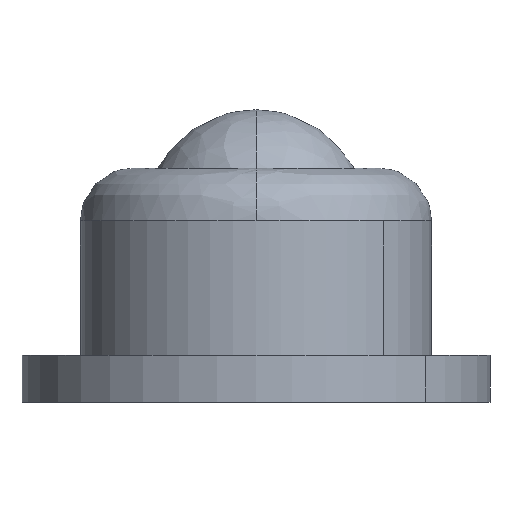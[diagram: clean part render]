
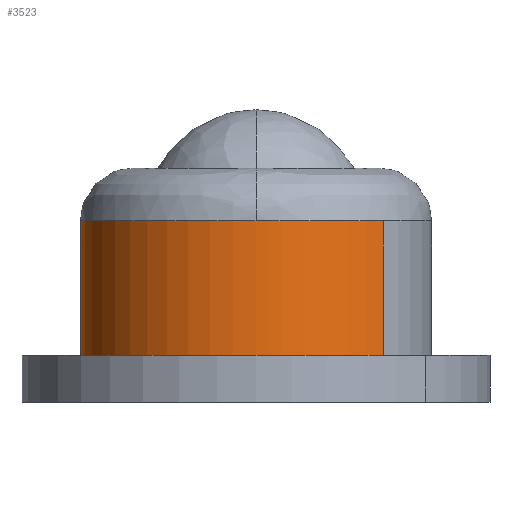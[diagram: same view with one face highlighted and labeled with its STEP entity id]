
A CAD part, left-side view. The second image highlights one B-rep face of the part: STEP entity #3523.
In plain terms, the highlighted free-form (B-spline) face has degree [2, 1] with [5, 2] control points.
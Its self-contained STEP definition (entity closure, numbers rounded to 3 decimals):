
#2806=CARTESIAN_POINT('',(-60.,0.0,16.0));
#2807=VERTEX_POINT('',#2806);
#2808=CARTESIAN_POINT('',(0.,60.0,16.0));
#2809=VERTEX_POINT('',#2808);
#2810=CARTESIAN_POINT('',(-60.,0.0,16.0));
#2811=CARTESIAN_POINT('',(-60.,2.7,16.));
#2812=CARTESIAN_POINT('',(-59.594,8.713,16.));
#2813=CARTESIAN_POINT('',(-57.837,16.648,16.));
#2814=CARTESIAN_POINT('',(-55.035,24.259,16.));
#2815=CARTESIAN_POINT('',(-51.844,30.502,16.));
#2816=CARTESIAN_POINT('',(-47.778,36.506,16.));
#2817=CARTESIAN_POINT('',(-43.378,41.639,16.));
#2818=CARTESIAN_POINT('',(-38.786,45.906,16.));
#2819=CARTESIAN_POINT('',(-33.996,49.55,16.));
#2820=CARTESIAN_POINT('',(-28.148,53.178,16.));
#2821=CARTESIAN_POINT('',(-21.313,56.284,16.));
#2822=CARTESIAN_POINT('',(-14.13,58.438,16.));
#2823=CARTESIAN_POINT('',(-7.24,59.699,16.));
#2824=CARTESIAN_POINT('',(-2.577,60.,16.));
#2825=CARTESIAN_POINT('',(0.,60.0,16.0));
#2826=B_SPLINE_CURVE_WITH_KNOTS('',3,(#2810,#2811,#2812,#2813,#2814,#2815,#2816,#2817,#2818,#2819,#2820,#2821,#2822,#2823,#2824,#2825),.UNSPECIFIED.,.F.,.U.,(4,1,1,1,1,1,1,1,1,1,1,1,1,4),(0.,8.099,18.04,24.298,32.398,39.025,46.02,52.646,57.8,64.059,73.263,80.258,86.517,94.248),.UNSPECIFIED.);
#2827=EDGE_CURVE('',#2807,#2809,#2826,.T.);
#2829=CARTESIAN_POINT('',(41.301,43.522,16.));
#2830=VERTEX_POINT('',#2829);
#2831=CARTESIAN_POINT('',(0.,60.0,16.0));
#2832=CARTESIAN_POINT('',(4.033,60.001,16.));
#2833=CARTESIAN_POINT('',(11.507,59.243,16.));
#2834=CARTESIAN_POINT('',(21.554,56.271,16.));
#2835=CARTESIAN_POINT('',(29.489,52.459,16.));
#2836=CARTESIAN_POINT('',(35.944,48.218,16.));
#2837=CARTESIAN_POINT('',(39.58,45.156,16.));
#2838=CARTESIAN_POINT('',(41.301,43.522,16.));
#2839=B_SPLINE_CURVE_WITH_KNOTS('',3,(#2831,#2832,#2833,#2834,#2835,#2836,#2837,#2838),.UNSPECIFIED.,.F.,.U.,(4,1,1,1,1,4),(0.,12.1,22.421,31.318,38.435,45.553),.UNSPECIFIED.);
#2840=EDGE_CURVE('',#2809,#2830,#2839,.T.);
#2877=CARTESIAN_POINT('',(-41.301,-43.522,16.0));
#2878=VERTEX_POINT('',#2877);
#2891=CARTESIAN_POINT('',(-41.301,-43.522,16.0));
#2892=CARTESIAN_POINT('',(-44.153,-40.817,16.));
#2893=CARTESIAN_POINT('',(-48.238,-36.095,16.));
#2894=CARTESIAN_POINT('',(-53.416,-27.798,16.));
#2895=CARTESIAN_POINT('',(-56.782,-20.099,16.));
#2896=CARTESIAN_POINT('',(-59.362,-10.398,16.));
#2897=CARTESIAN_POINT('',(-60.,-3.931,16.));
#2898=CARTESIAN_POINT('',(-60.,0.0,16.0));
#2899=B_SPLINE_CURVE_WITH_KNOTS('',3,(#2891,#2892,#2893,#2894,#2895,#2896,#2897,#2898),.UNSPECIFIED.,.F.,.U.,(4,1,1,1,1,4),(0.,11.793,18.641,29.293,36.902,48.695),.UNSPECIFIED.);
#2900=EDGE_CURVE('',#2878,#2807,#2899,.T.);
#3387=CARTESIAN_POINT('',(41.301,43.522,62.));
#3388=VERTEX_POINT('',#3387);
#3389=CARTESIAN_POINT('',(41.301,43.522,62.));
#3390=CARTESIAN_POINT('',(41.301,43.522,16.));
#3391=QUASI_UNIFORM_CURVE('',1,(#3389,#3390),.UNSPECIFIED.,.F.,.U.);
#3392=EDGE_CURVE('',#3388,#2830,#3391,.T.);
#3429=CARTESIAN_POINT('',(-41.301,-43.522,62.));
#3430=VERTEX_POINT('',#3429);
#3443=CARTESIAN_POINT('',(-41.301,-43.522,62.));
#3444=CARTESIAN_POINT('',(-41.301,-43.522,16.0));
#3445=QUASI_UNIFORM_CURVE('',1,(#3443,#3444),.UNSPECIFIED.,.F.,.U.);
#3446=EDGE_CURVE('',#3430,#2878,#3445,.T.);
#3453=CARTESIAN_POINT('',(-41.301,-43.522,63.15));
#3454=CARTESIAN_POINT('',(-84.824,-2.221,63.15));
#3455=CARTESIAN_POINT('',(-43.522,41.301,63.15));
#3456=CARTESIAN_POINT('',(-2.221,84.824,63.15));
#3457=CARTESIAN_POINT('',(41.301,43.522,63.15));
#3458=CARTESIAN_POINT('',(-41.301,-43.522,14.821));
#3459=CARTESIAN_POINT('',(-84.824,-2.221,14.821));
#3460=CARTESIAN_POINT('',(-43.522,41.301,14.821));
#3461=CARTESIAN_POINT('',(-2.221,84.824,14.821));
#3462=CARTESIAN_POINT('',(41.301,43.522,14.821));
#3470=(BOUNDED_SURFACE()B_SPLINE_SURFACE(2,1,((#3453,#3458),(#3454,#3459),(#3455,#3460),(#3456,#3461),(#3457,#3462)),.UNSPECIFIED.,.F.,.F.,.U.)B_SPLINE_SURFACE_WITH_KNOTS((3,2,3),(2,2),(0.0,99.411,198.823),(0.0,48.329),.UNSPECIFIED.)GEOMETRIC_REPRESENTATION_ITEM()RATIONAL_B_SPLINE_SURFACE(((1.0,1.0),(0.707,0.707),(1.0,1.0),(0.707,0.707),(1.0,1.0)))REPRESENTATION_ITEM('')SURFACE());
#3471=ORIENTED_EDGE('',*,*,#2840,.F.);
#3472=ORIENTED_EDGE('',*,*,#2827,.F.);
#3473=ORIENTED_EDGE('',*,*,#2900,.F.);
#3474=ORIENTED_EDGE('',*,*,#3446,.F.);
#3475=CARTESIAN_POINT('',(-60.,0.,62.));
#3476=VERTEX_POINT('',#3475);
#3477=CARTESIAN_POINT('',(-41.301,-43.522,62.));
#3478=CARTESIAN_POINT('',(-43.141,-41.777,62.));
#3479=CARTESIAN_POINT('',(-47.031,-37.586,62.));
#3480=CARTESIAN_POINT('',(-51.737,-30.788,62.));
#3481=CARTESIAN_POINT('',(-55.141,-23.966,62.));
#3482=CARTESIAN_POINT('',(-57.504,-17.53,62.));
#3483=CARTESIAN_POINT('',(-59.439,-9.764,62.));
#3484=CARTESIAN_POINT('',(-60.,-3.677,62.));
#3485=CARTESIAN_POINT('',(-60.,0.,62.));
#3486=B_SPLINE_CURVE_WITH_KNOTS('',3,(#3477,#3478,#3479,#3480,#3481,#3482,#3483,#3484,#3485),.UNSPECIFIED.,.F.,.U.,(4,1,1,1,1,1,4),(0.,7.609,17.119,24.728,30.434,37.662,48.695),.UNSPECIFIED.);
#3487=EDGE_CURVE('',#3430,#3476,#3486,.T.);
#3488=ORIENTED_EDGE('',*,*,#3487,.T.);
#3489=CARTESIAN_POINT('',(0.,60.0,62.));
#3490=VERTEX_POINT('',#3489);
#3491=CARTESIAN_POINT('',(-60.,0.,62.));
#3492=CARTESIAN_POINT('',(-60.,2.7,62.));
#3493=CARTESIAN_POINT('',(-59.685,7.363,62.));
#3494=CARTESIAN_POINT('',(-58.268,14.973,62.));
#3495=CARTESIAN_POINT('',(-55.979,22.123,62.));
#3496=CARTESIAN_POINT('',(-52.251,29.881,62.));
#3497=CARTESIAN_POINT('',(-47.895,36.444,62.));
#3498=CARTESIAN_POINT('',(-42.296,42.815,62.));
#3499=CARTESIAN_POINT('',(-36.161,48.14,62.));
#3500=CARTESIAN_POINT('',(-28.295,53.189,62.));
#3501=CARTESIAN_POINT('',(-20.851,56.462,62.));
#3502=CARTESIAN_POINT('',(-13.647,58.527,62.));
#3503=CARTESIAN_POINT('',(-7.24,59.699,62.));
#3504=CARTESIAN_POINT('',(-2.577,60.,62.));
#3505=CARTESIAN_POINT('',(0.,60.0,62.));
#3506=B_SPLINE_CURVE_WITH_KNOTS('',3,(#3491,#3492,#3493,#3494,#3495,#3496,#3497,#3498,#3499,#3500,#3501,#3502,#3503,#3504,#3505),.UNSPECIFIED.,.F.,.U.,(4,1,1,1,1,1,1,1,1,1,1,1,4),(0.,8.099,13.99,23.194,30.557,39.761,46.756,55.96,64.059,74.736,80.258,86.517,94.248),.UNSPECIFIED.);
#3507=EDGE_CURVE('',#3476,#3490,#3506,.T.);
#3508=ORIENTED_EDGE('',*,*,#3507,.T.);
#3509=CARTESIAN_POINT('',(0.,60.0,62.));
#3510=CARTESIAN_POINT('',(3.677,60.,62.));
#3511=CARTESIAN_POINT('',(9.371,59.475,62.));
#3512=CARTESIAN_POINT('',(17.112,57.627,62.));
#3513=CARTESIAN_POINT('',(24.279,55.084,62.));
#3514=CARTESIAN_POINT('',(32.723,50.683,62.));
#3515=CARTESIAN_POINT('',(38.462,46.218,62.));
#3516=CARTESIAN_POINT('',(41.301,43.522,62.));
#3517=B_SPLINE_CURVE_WITH_KNOTS('',3,(#3509,#3510,#3511,#3512,#3513,#3514,#3515,#3516),.UNSPECIFIED.,.F.,.U.,(4,1,1,1,1,4),(0.,11.032,17.082,23.844,33.809,45.553),.UNSPECIFIED.);
#3518=EDGE_CURVE('',#3490,#3388,#3517,.T.);
#3519=ORIENTED_EDGE('',*,*,#3518,.T.);
#3520=ORIENTED_EDGE('',*,*,#3392,.T.);
#3521=EDGE_LOOP('',(#3471,#3472,#3473,#3474,#3488,#3508,#3519,#3520));
#3522=FACE_OUTER_BOUND('',#3521,.T.);
#3523=ADVANCED_FACE('',(#3522),#3470,.T.);
